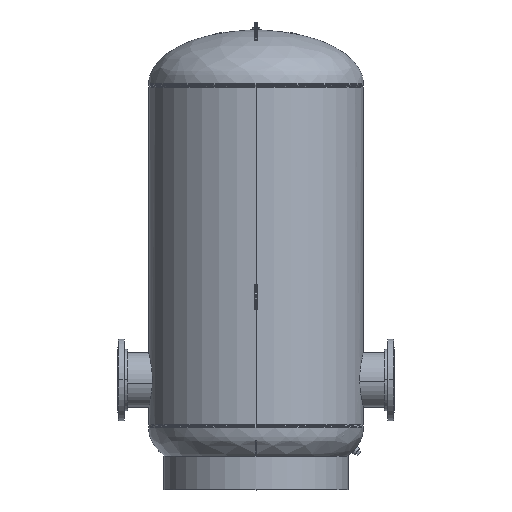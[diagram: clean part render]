
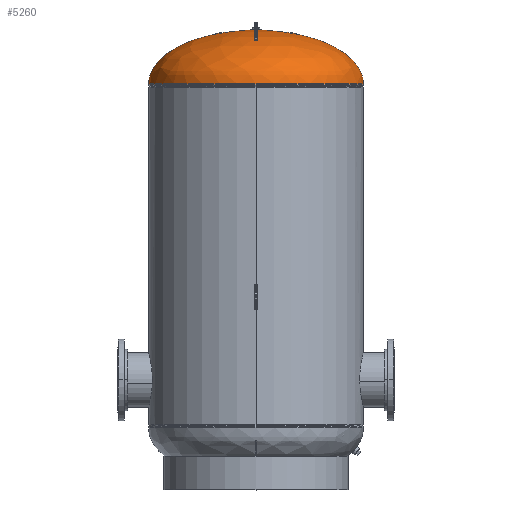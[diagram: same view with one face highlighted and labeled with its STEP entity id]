
A CAD part, top view. The second image highlights one B-rep face of the part: STEP entity #5260.
In plain terms, the highlighted free-form (B-spline) face has degree [3, 3] with [4, 4] control points.
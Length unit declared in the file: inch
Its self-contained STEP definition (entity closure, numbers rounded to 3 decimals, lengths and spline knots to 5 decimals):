
#533 = EDGE_LOOP ( 'NONE', ( #4830, #4931, #6083, #7824, #5510, #10814 ) ) ;
#566 = CARTESIAN_POINT ( 'NONE',  ( 0., 0.6445, 21. ) ) ;
#644 = EDGE_CURVE ( 'NONE', #5262, #10477, #10094, .T. ) ;
#852 = CARTESIAN_POINT ( 'NONE',  ( -21., 6.71141, 0. ) ) ;
#1345 = DIRECTION ( 'NONE',  ( 0., 1., 0. ) ) ;
#1445 = CARTESIAN_POINT ( 'NONE',  ( -0.625, 11.2453, 0. ) ) ;
#1559 = CIRCLE ( 'NONE', #3052, 0.625 ) ;
#1582 = VERTEX_POINT ( 'NONE', #566 ) ;
#1985 = DIRECTION ( 'NONE',  ( 0., -1., 0. ) ) ;
#2004 = CARTESIAN_POINT ( 'NONE',  ( -21., 6.71141, 42. ) ) ;
#2069 = CARTESIAN_POINT ( 'NONE',  ( -12.6328, 11.06474, 0. ) ) ;
#2290 = AXIS2_PLACEMENT_3D ( 'NONE', #11052, #1985, #11810 ) ;
#2323 = EDGE_CURVE ( 'NONE', #9181, #6483, #5859, .T. ) ;
#2500 = CARTESIAN_POINT ( 'NONE',  ( -12.6328, 11.06474, 0. ) ) ;
#2584 = CARTESIAN_POINT ( 'NONE',  ( 0., 0.6445, 0. ) ) ;
#2658 = DIRECTION ( 'NONE',  ( 0., -1., 0. ) ) ;
#2729 =( BOUNDED_CURVE ( )  B_SPLINE_CURVE ( 3, ( #3510, #2500, #11563, #11629 ),
 .UNSPECIFIED., .F., .F. ) 
 B_SPLINE_CURVE_WITH_KNOTS ( ( 4, 4 ),
 ( 1.60056, 3.14159 ),
 .UNSPECIFIED. ) 
 CURVE ( )  GEOMETRIC_REPRESENTATION_ITEM ( )  RATIONAL_B_SPLINE_CURVE ( ( 1., 0.812, 0.812, 1. ) ) 
 REPRESENTATION_ITEM ( '' )  );
#2947 = FACE_OUTER_BOUND ( 'NONE', #533, .T. ) ;
#2948 = DIRECTION ( 'NONE',  ( 0., 0., -1. ) ) ;
#3052 = AXIS2_PLACEMENT_3D ( 'NONE', #12277, #9200, #2948 ) ;
#3080 = CARTESIAN_POINT ( 'NONE',  ( 0.625, 11.2453, 0. ) ) ;
#3435 = VERTEX_POINT ( 'NONE', #6155 ) ;
#3510 = CARTESIAN_POINT ( 'NONE',  ( -0.625, 11.2453, 0. ) ) ;
#3513 = CARTESIAN_POINT ( 'NONE',  ( 0., 11.2453, 0.625 ) ) ;
#3519 = CARTESIAN_POINT ( 'NONE',  ( 0.625, 11.2453, 0. ) ) ;
#4330 = EDGE_CURVE ( 'NONE', #10477, #1582, #5846, .T. ) ;
#4523 = CARTESIAN_POINT ( 'NONE',  ( 12.6328, 11.06474, 0. ) ) ;
#4830 = ORIENTED_EDGE ( 'NONE', *, *, #2323, .F. ) ;
#4931 = ORIENTED_EDGE ( 'NONE', *, *, #6789, .T. ) ;
#4953 = CARTESIAN_POINT ( 'NONE',  ( 0.625, 11.2453, 0. ) ) ;
#5215 = CARTESIAN_POINT ( 'NONE',  ( -12.6328, 11.06474, 25.2656 ) ) ;
#5260 = ADVANCED_FACE ( 'NONE', ( #2947 ), #8805, .F. ) ;
#5262 = VERTEX_POINT ( 'NONE', #4953 ) ;
#5510 = ORIENTED_EDGE ( 'NONE', *, *, #644, .F. ) ;
#5532 = CARTESIAN_POINT ( 'NONE',  ( 21., 6.71141, 0. ) ) ;
#5846 = CIRCLE ( 'NONE', #12385, 21. ) ;
#5859 = CIRCLE ( 'NONE', #8640, 0.625 ) ;
#6083 = ORIENTED_EDGE ( 'NONE', *, *, #7441, .F. ) ;
#6155 = CARTESIAN_POINT ( 'NONE',  ( -21., 0.6445, 0. ) ) ;
#6161 = CARTESIAN_POINT ( 'NONE',  ( -21., 0.6445, 0. ) ) ;
#6483 = VERTEX_POINT ( 'NONE', #3513 ) ;
#6789 = EDGE_CURVE ( 'NONE', #9181, #3435, #2729, .T. ) ;
#7166 = CARTESIAN_POINT ( 'NONE',  ( 12.6328, 11.06474, 25.2656 ) ) ;
#7441 = EDGE_CURVE ( 'NONE', #1582, #3435, #7875, .T. ) ;
#7546 = DIRECTION ( 'NONE',  ( 0., 0., -1. ) ) ;
#7824 = ORIENTED_EDGE ( 'NONE', *, *, #4330, .F. ) ;
#7875 = CIRCLE ( 'NONE', #2290, 21. ) ;
#7988 = CARTESIAN_POINT ( 'NONE',  ( 21., 0.6445, 42. ) ) ;
#8640 = AXIS2_PLACEMENT_3D ( 'NONE', #11617, #1345, #11347 ) ;
#8805 =( BOUNDED_SURFACE ( )  B_SPLINE_SURFACE ( 3, 3, ( 
 ( #3080, #10070, #11198, #9186 ),
 ( #10826, #7166, #5215, #2069 ),
 ( #10327, #10265, #2004, #852 ),
 ( #10204, #7988, #12341, #6161 ) ),
 .UNSPECIFIED., .F., .F., .F. ) 
 B_SPLINE_SURFACE_WITH_KNOTS ( ( 4, 4 ),
 ( 4, 4 ),
 ( 0., 1. ),
 ( 0., 1. ),
 .UNSPECIFIED. ) 
 GEOMETRIC_REPRESENTATION_ITEM ( )  RATIONAL_B_SPLINE_SURFACE ( (
 ( 1., 0.333, 0.333, 1.),
 ( 0.812, 0.271, 0.271, 0.812),
 ( 0.812, 0.271, 0.271, 0.812),
 ( 1., 0.333, 0.333, 1.) ) ) 
 REPRESENTATION_ITEM ( '' )  SURFACE ( )  );
#9181 = VERTEX_POINT ( 'NONE', #1445 ) ;
#9186 = CARTESIAN_POINT ( 'NONE',  ( -0.625, 11.2453, 0. ) ) ;
#9200 = DIRECTION ( 'NONE',  ( 0., 1., 0. ) ) ;
#9629 = CARTESIAN_POINT ( 'NONE',  ( 21., 0.6445, 0. ) ) ;
#10070 = CARTESIAN_POINT ( 'NONE',  ( 0.625, 11.2453, 1.25 ) ) ;
#10094 =( BOUNDED_CURVE ( )  B_SPLINE_CURVE ( 3, ( #3519, #4523, #5532, #9629 ),
 .UNSPECIFIED., .F., .F. ) 
 B_SPLINE_CURVE_WITH_KNOTS ( ( 4, 4 ),
 ( 1.60056, 3.14159 ),
 .UNSPECIFIED. ) 
 CURVE ( )  GEOMETRIC_REPRESENTATION_ITEM ( )  RATIONAL_B_SPLINE_CURVE ( ( 1., 0.812, 0.812, 1. ) ) 
 REPRESENTATION_ITEM ( '' )  );
#10204 = CARTESIAN_POINT ( 'NONE',  ( 21., 0.6445, 0. ) ) ;
#10265 = CARTESIAN_POINT ( 'NONE',  ( 21., 6.71141, 42. ) ) ;
#10327 = CARTESIAN_POINT ( 'NONE',  ( 21., 6.71141, 0. ) ) ;
#10477 = VERTEX_POINT ( 'NONE', #12694 ) ;
#10814 = ORIENTED_EDGE ( 'NONE', *, *, #11094, .F. ) ;
#10826 = CARTESIAN_POINT ( 'NONE',  ( 12.6328, 11.06474, 0. ) ) ;
#11052 = CARTESIAN_POINT ( 'NONE',  ( 0., 0.6445, 0. ) ) ;
#11094 = EDGE_CURVE ( 'NONE', #6483, #5262, #1559, .T. ) ;
#11198 = CARTESIAN_POINT ( 'NONE',  ( -0.625, 11.2453, 1.25 ) ) ;
#11347 = DIRECTION ( 'NONE',  ( 0., 0., -1. ) ) ;
#11563 = CARTESIAN_POINT ( 'NONE',  ( -21., 6.71141, 0. ) ) ;
#11617 = CARTESIAN_POINT ( 'NONE',  ( 0., 11.2453, 0. ) ) ;
#11629 = CARTESIAN_POINT ( 'NONE',  ( -21., 0.6445, 0. ) ) ;
#11810 = DIRECTION ( 'NONE',  ( 0., 0., -1. ) ) ;
#12277 = CARTESIAN_POINT ( 'NONE',  ( 0., 11.2453, 0. ) ) ;
#12341 = CARTESIAN_POINT ( 'NONE',  ( -21., 0.6445, 42. ) ) ;
#12385 = AXIS2_PLACEMENT_3D ( 'NONE', #2584, #2658, #7546 ) ;
#12694 = CARTESIAN_POINT ( 'NONE',  ( 21., 0.6445, 0. ) ) ;
